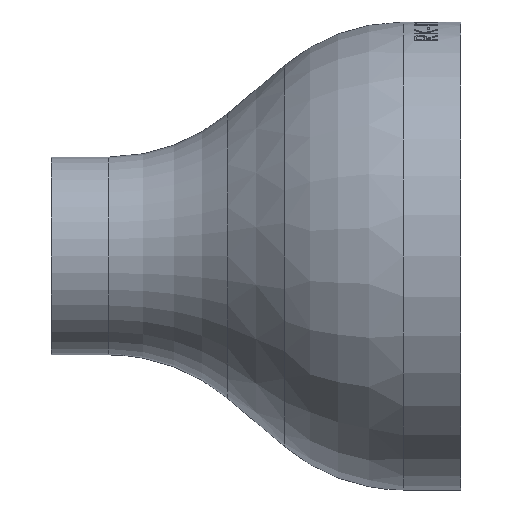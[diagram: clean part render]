
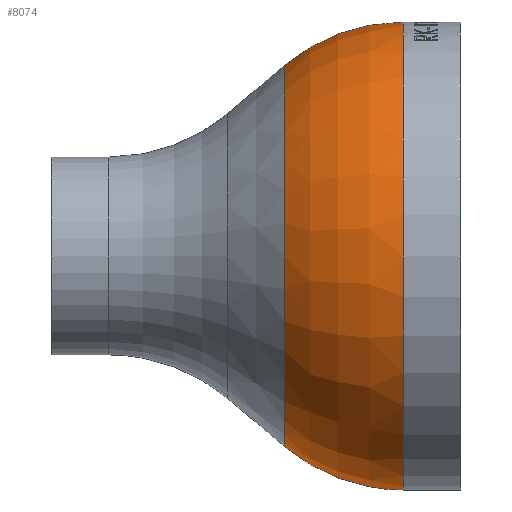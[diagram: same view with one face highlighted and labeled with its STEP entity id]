
A CAD part, left-side view. The second image highlights one B-rep face of the part: STEP entity #8074.
In plain terms, the highlighted toroidal (fillet/blend) face has major radius 12.15 mm and minor radius 45 mm.
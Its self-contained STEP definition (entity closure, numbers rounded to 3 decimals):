
#72 = DIRECTION ( 'NONE',  ( 0., 0., -1. ) ) ;
#100 = TOROIDAL_SURFACE ( 'NONE', #8576, 12.15, 45. ) ;
#1232 = CIRCLE ( 'NONE', #7413, 46.536 ) ;
#1285 = ORIENTED_EDGE ( 'NONE', *, *, #5208, .T. ) ;
#1561 = CARTESIAN_POINT ( 'NONE',  ( 0., 14., 0. ) ) ;
#2285 = CARTESIAN_POINT ( 'NONE',  ( 0., 43.028, -46.536 ) ) ;
#2663 = FACE_OUTER_BOUND ( 'NONE', #10918, .T. ) ;
#3368 = DIRECTION ( 'NONE',  ( 0., -1., 0. ) ) ;
#4801 = EDGE_LOOP ( 'NONE', ( #1285 ) ) ;
#4927 = AXIS2_PLACEMENT_3D ( 'NONE', #1561, #12921, #7656 ) ;
#4963 = EDGE_CURVE ( 'NONE', #9149, #9149, #6833, .T. ) ;
#5208 = EDGE_CURVE ( 'NONE', #6392, #6392, #1232, .T. ) ;
#6306 = DIRECTION ( 'NONE',  ( 0., -1., 0. ) ) ;
#6392 = VERTEX_POINT ( 'NONE', #2285 ) ;
#6820 = FACE_OUTER_BOUND ( 'NONE', #4801, .T. ) ;
#6833 = CIRCLE ( 'NONE', #4927, 57.15 ) ;
#6846 = CARTESIAN_POINT ( 'NONE',  ( 0., 14., -57.15 ) ) ;
#7390 = CARTESIAN_POINT ( 'NONE',  ( 0., 14., 0. ) ) ;
#7413 = AXIS2_PLACEMENT_3D ( 'NONE', #10446, #6306, #72 ) ;
#7656 = DIRECTION ( 'NONE',  ( 0., 0., -1. ) ) ;
#8074 = ADVANCED_FACE ( 'NONE', ( #2663, #6820 ), #100, .T. ) ;
#8187 = ORIENTED_EDGE ( 'NONE', *, *, #4963, .F. ) ;
#8576 = AXIS2_PLACEMENT_3D ( 'NONE', #7390, #3368, #10559 ) ;
#9149 = VERTEX_POINT ( 'NONE', #6846 ) ;
#10446 = CARTESIAN_POINT ( 'NONE',  ( 0., 43.028, 0. ) ) ;
#10559 = DIRECTION ( 'NONE',  ( 0., 0., -1. ) ) ;
#10918 = EDGE_LOOP ( 'NONE', ( #8187 ) ) ;
#12921 = DIRECTION ( 'NONE',  ( 0., -1., 0. ) ) ;
